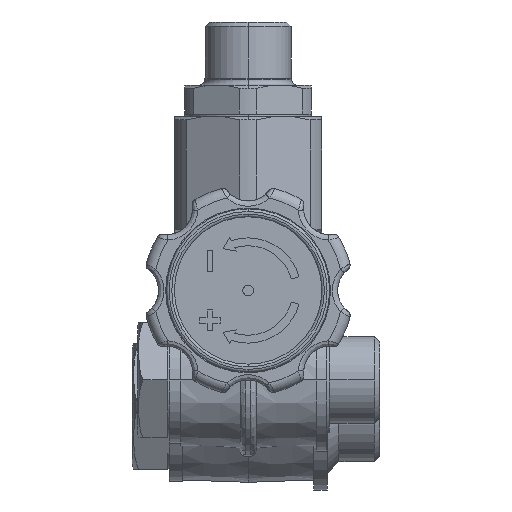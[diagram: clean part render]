
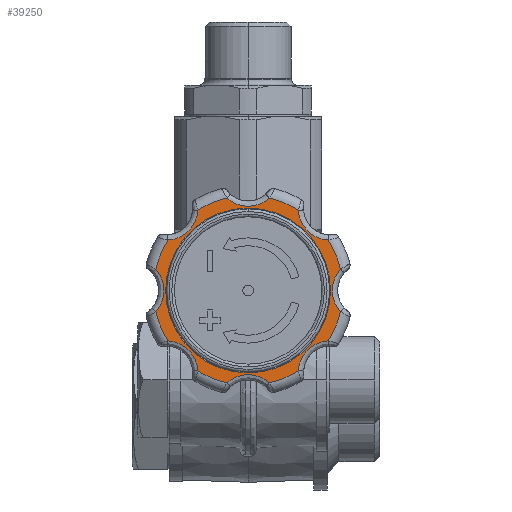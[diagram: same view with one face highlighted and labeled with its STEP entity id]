
A CAD part, front view. The second image highlights one B-rep face of the part: STEP entity #39250.
In plain terms, the highlighted face is planar.
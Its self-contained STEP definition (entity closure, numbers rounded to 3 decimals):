
#24410=CARTESIAN_POINT('',(35.291,255.085,
17.545));
#24420=VERTEX_POINT('',#24410);
#26140=CARTESIAN_POINT('',(40.835,255.085,
15.249));
#26150=VERTEX_POINT('',#26140);
#26280=CARTESIAN_POINT('',(31.271,255.085,0.));
#26290=DIRECTION('',(0.,-1.,0.));
#26300=DIRECTION('',(-1.,0.,0.));
#26310=AXIS2_PLACEMENT_3D('',#26280,#26290,#26300);
#26320=CIRCLE('',#26310,18.);
#26330=EDGE_CURVE('',#26150,#24420,#26320,.T.);
#28500=CARTESIAN_POINT('',(46.52,255.085,
9.564));
#28510=VERTEX_POINT('',#28500);
#28700=CARTESIAN_POINT('',(46.828,255.085,
15.556));
#28710=DIRECTION('',(0.,-1.,0.));
#28720=DIRECTION('',(0.,0.,1.));
#28730=AXIS2_PLACEMENT_3D('',#28700,#28710,#28720);
#28740=CIRCLE('',#28730,6.);
#28750=EDGE_CURVE('',#26150,#28510,#28740,.T.);
#37560=CARTESIAN_POINT('',(48.817,255.085,
4.02));
#37570=VERTEX_POINT('',#37560);
#37580=EDGE_CURVE('',#37570,#28510,#26320,.T.);
#38150=CARTESIAN_POINT('',(14.446,255.085,0.));
#38160=DIRECTION('',(-0.,-1.,-0.));
#38170=DIRECTION('',(-1.,0.,0.));
#38180=AXIS2_PLACEMENT_3D('',#38150,#38160,#38170);
#38190=PLANE('',#38180);
#38200=ORIENTED_EDGE('',*,*,#26330,.F.);
#38210=CARTESIAN_POINT('',(31.271,255.085,
22.));
#38220=DIRECTION('',(0.,-1.,0.));
#38230=DIRECTION('',(0.,0.,1.));
#38240=AXIS2_PLACEMENT_3D('',#38210,#38220,#38230);
#38250=CIRCLE('',#38240,6.);
#38260=CARTESIAN_POINT('',(27.252,255.085,
17.545));
#38270=VERTEX_POINT('',#38260);
#38280=EDGE_CURVE('',#38270,#24420,#38250,.T.);
#38290=ORIENTED_EDGE('',*,*,#38280,.T.);
#38300=CARTESIAN_POINT('',(21.707,255.085,
15.249));
#38310=VERTEX_POINT('',#38300);
#38320=EDGE_CURVE('',#38270,#38310,#26320,.T.);
#38330=ORIENTED_EDGE('',*,*,#38320,.F.);
#38340=CARTESIAN_POINT('',(15.715,255.085,
15.556));
#38350=DIRECTION('',(0.,-1.,0.));
#38360=DIRECTION('',(-1.,0.,0.));
#38370=AXIS2_PLACEMENT_3D('',#38340,#38350,#38360);
#38380=CIRCLE('',#38370,6.);
#38390=CARTESIAN_POINT('',(16.022,255.085,
9.564));
#38400=VERTEX_POINT('',#38390);
#38410=EDGE_CURVE('',#38400,#38310,#38380,.T.);
#38420=ORIENTED_EDGE('',*,*,#38410,.T.);
#38430=CARTESIAN_POINT('',(13.726,255.085,
4.02));
#38440=VERTEX_POINT('',#38430);
#38450=EDGE_CURVE('',#38400,#38440,#26320,.T.);
#38460=ORIENTED_EDGE('',*,*,#38450,.F.);
#38470=CARTESIAN_POINT('',(9.271,255.085,
0.));
#38480=DIRECTION('',(0.,-1.,0.));
#38490=DIRECTION('',(-1.,0.,0.));
#38500=AXIS2_PLACEMENT_3D('',#38470,#38480,#38490);
#38510=CIRCLE('',#38500,6.);
#38520=CARTESIAN_POINT('',(13.726,255.085,
-4.02));
#38530=VERTEX_POINT('',#38520);
#38540=EDGE_CURVE('',#38530,#38440,#38510,.T.);
#38550=ORIENTED_EDGE('',*,*,#38540,.T.);
#38560=CARTESIAN_POINT('',(16.022,255.085,
-9.564));
#38570=VERTEX_POINT('',#38560);
#38580=EDGE_CURVE('',#38530,#38570,#26320,.T.);
#38590=ORIENTED_EDGE('',*,*,#38580,.F.);
#38600=CARTESIAN_POINT('',(15.715,255.085,
-15.556));
#38610=DIRECTION('',(0.,-1.,0.));
#38620=DIRECTION('',(-1.,0.,0.));
#38630=AXIS2_PLACEMENT_3D('',#38600,#38610,#38620);
#38640=CIRCLE('',#38630,6.);
#38650=CARTESIAN_POINT('',(21.707,255.085,
-15.249));
#38660=VERTEX_POINT('',#38650);
#38670=EDGE_CURVE('',#38660,#38570,#38640,.T.);
#38680=ORIENTED_EDGE('',*,*,#38670,.T.);
#38690=CARTESIAN_POINT('',(27.252,255.085,
-17.545));
#38700=VERTEX_POINT('',#38690);
#38710=EDGE_CURVE('',#38660,#38700,#26320,.T.);
#38720=ORIENTED_EDGE('',*,*,#38710,.F.);
#38730=CARTESIAN_POINT('',(31.271,255.085,
-22.));
#38740=DIRECTION('',(0.,-1.,0.));
#38750=DIRECTION('',(0.,0.,1.));
#38760=AXIS2_PLACEMENT_3D('',#38730,#38740,#38750);
#38770=CIRCLE('',#38760,6.);
#38780=CARTESIAN_POINT('',(35.291,255.085,
-17.545));
#38790=VERTEX_POINT('',#38780);
#38800=EDGE_CURVE('',#38790,#38700,#38770,.T.);
#38810=ORIENTED_EDGE('',*,*,#38800,.T.);
#38820=CARTESIAN_POINT('',(40.835,255.085,
-15.249));
#38830=VERTEX_POINT('',#38820);
#38840=EDGE_CURVE('',#38790,#38830,#26320,.T.);
#38850=ORIENTED_EDGE('',*,*,#38840,.F.);
#38860=CARTESIAN_POINT('',(46.828,255.085,
-15.556));
#38870=DIRECTION('',(0.,-1.,0.));
#38880=DIRECTION('',(0.,0.,1.));
#38890=AXIS2_PLACEMENT_3D('',#38860,#38870,#38880);
#38900=CIRCLE('',#38890,6.);
#38910=CARTESIAN_POINT('',(46.52,255.085,
-9.564));
#38920=VERTEX_POINT('',#38910);
#38930=EDGE_CURVE('',#38920,#38830,#38900,.T.);
#38940=ORIENTED_EDGE('',*,*,#38930,.T.);
#38950=CARTESIAN_POINT('',(48.817,255.085,
-4.02));
#38960=VERTEX_POINT('',#38950);
#38970=EDGE_CURVE('',#38920,#38960,#26320,.T.);
#38980=ORIENTED_EDGE('',*,*,#38970,.F.);
#38990=CARTESIAN_POINT('',(53.271,255.085,
0.));
#39000=DIRECTION('',(0.,-1.,0.));
#39010=DIRECTION('',(-1.,0.,0.));
#39020=AXIS2_PLACEMENT_3D('',#38990,#39000,#39010);
#39030=CIRCLE('',#39020,6.);
#39040=EDGE_CURVE('',#37570,#38960,#39030,.T.);
#39050=ORIENTED_EDGE('',*,*,#39040,.T.);
#39060=ORIENTED_EDGE('',*,*,#37580,.F.);
#39070=ORIENTED_EDGE('',*,*,#28750,.T.);
#39080=EDGE_LOOP('',(#39070,#39060,#39050,#38980,#38940,#38850,#38810,
#38720,#38680,#38590,#38550,#38460,#38420,#38330,#38290,#38200));
#39090=FACE_OUTER_BOUND('',#39080,.T.);
#39100=CARTESIAN_POINT('',(31.271,255.085,0.));
#39110=DIRECTION('',(0.,-1.,0.));
#39120=DIRECTION('',(-1.,0.,0.));
#39130=AXIS2_PLACEMENT_3D('',#39100,#39110,#39120);
#39140=CIRCLE('',#39130,15.65);
#39150=CARTESIAN_POINT('',(46.921,255.085,
0.));
#39160=VERTEX_POINT('',#39150);
#39170=CARTESIAN_POINT('',(15.621,255.085,0.));
#39180=VERTEX_POINT('',#39170);
#39190=EDGE_CURVE('',#39160,#39180,#39140,.T.);
#39200=ORIENTED_EDGE('',*,*,#39190,.T.);
#39210=EDGE_CURVE('',#39180,#39160,#39140,.T.);
#39220=ORIENTED_EDGE('',*,*,#39210,.T.);
#39230=EDGE_LOOP('',(#39220,#39200));
#39240=FACE_BOUND('',#39230,.T.);
#39250=ADVANCED_FACE('',(#39090,#39240),#38190,.F.);
